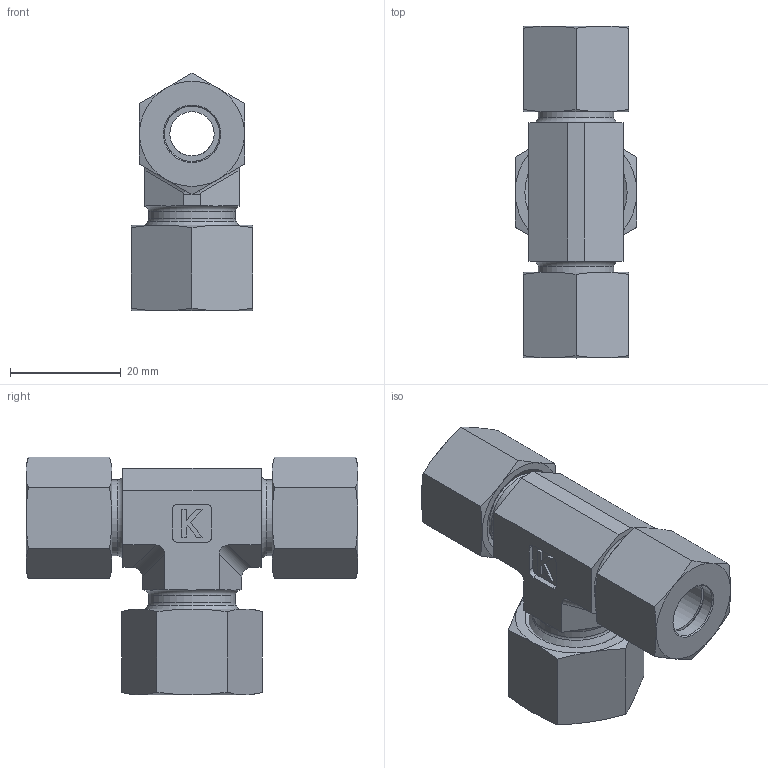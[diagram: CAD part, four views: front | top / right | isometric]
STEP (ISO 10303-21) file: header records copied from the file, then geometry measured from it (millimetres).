
FILE_DESCRIPTION((''),'2;1');
FILE_NAME('384101012.stp','2014-08-15T15:19:23',(''),('KNOMI spol. s r. o.'),'Autodesk Inventor 2012','Autodesk Inventor 2012','');
FILE_SCHEMA(('AUTOMOTIVE_DESIGN { 1 2 10303 214 0 1 1 1 }'));
Length unit declared in the file: millimetre
Products named in the file (6): TS2K 10/10/12L M16/M16/M18; 374 101012; 40110; 3911016; 40112; 3911218
Assembly tree (7 placements, depth 2):
  TS2K 10/10/12L M16/M16/M18
    374 101012
    40110  x2
    3911016  x2
    40112
    3911218
Bounding box: 22 x 60 x 42.97 mm (x, y, z)
Volume: 18976.8 mm3; surface area: 14530.5 mm2
Topology: 7 solids, 7 shells, 192 faces, 460 edges, 296 vertices
Faces by surface type: plane 79, cone 68, cylinder 36, torus 9
Full cylindrical faces by diameter (mm): 8 x1, 10 x7, 12 x3, 12.3 x2, 13.7 x2, 14 x2, 14.3 x1, 14.376 x2, 15.7 x1, 16 x3, 16.376 x1, 18 x1
Entity records: 4621 total; most frequent: CARTESIAN_POINT 928, DIRECTION 714, ORIENTED_EDGE 612, EDGE_CURVE 306, AXIS2_PLACEMENT_3D 290, EDGE_LOOP 228, VERTEX_POINT 218, STYLED_ITEM 170
